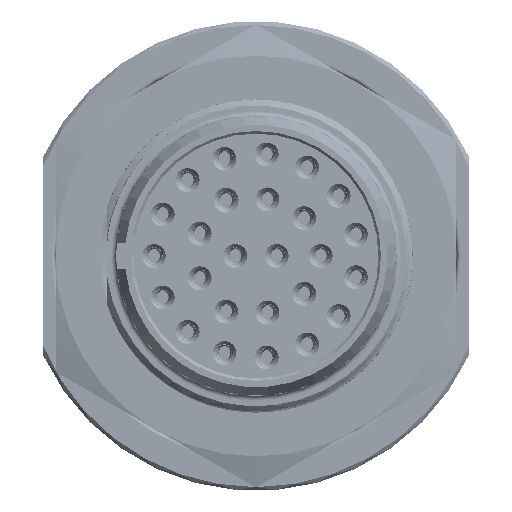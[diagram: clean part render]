
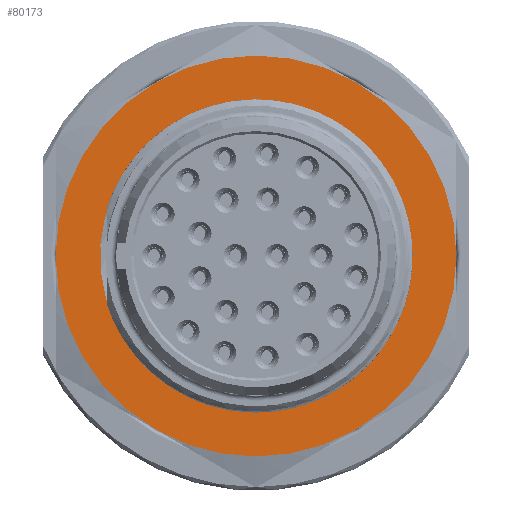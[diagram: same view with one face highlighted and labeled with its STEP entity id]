
A CAD part, left-side view. The second image highlights one B-rep face of the part: STEP entity #80173.
In plain terms, the highlighted planar face has unit normal (-1, 0, 0).
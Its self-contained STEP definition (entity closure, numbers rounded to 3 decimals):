
#3224=CARTESIAN_POINT('',(17.2,18.45,-18.75));
#3225=DIRECTION('',(1.,0.,0.));
#3226=DIRECTION('',(0.,-0.403,0.915));
#3227=AXIS2_PLACEMENT_3D('',#3224,#3225,#3226);
#3250=CARTESIAN_POINT('',(17.2,15.555,-6.59));
#3251=CARTESIAN_POINT('',(17.2,15.189,-6.686));
#3252=CARTESIAN_POINT('',(17.2,14.468,-6.909));
#3253=CARTESIAN_POINT('',(17.2,13.772,-7.197));
#3254=CARTESIAN_POINT('',(17.2,13.429,-7.357));
#3312=CARTESIAN_POINT('',(17.2,18.45,-18.75));
#3313=DIRECTION('',(1.,0.,0.));
#3314=DIRECTION('',(0.,-0.5,0.866));
#3315=AXIS2_PLACEMENT_3D('',#3312,#3313,#3314);
#3317=CARTESIAN_POINT('',(17.2,18.45,-18.75));
#3318=DIRECTION('',(1.,0.,0.));
#3319=DIRECTION('',(0.,-1.,0.));
#3320=AXIS2_PLACEMENT_3D('',#3317,#3318,#3319);
#3322=CARTESIAN_POINT('',(17.2,18.45,-18.75));
#3323=DIRECTION('',(-1.,0.,0.));
#3324=DIRECTION('',(0.,1.,0.));
#3325=AXIS2_PLACEMENT_3D('',#3322,#3323,#3324);
#3327=CARTESIAN_POINT('',(17.2,18.45,-18.75));
#3328=DIRECTION('',(-1.,0.,0.));
#3329=DIRECTION('',(0.,0.5,0.866));
#3330=AXIS2_PLACEMENT_3D('',#3327,#3328,#3329);
#3332=CARTESIAN_POINT('',(17.2,29.25,-12.515));
#3333=CARTESIAN_POINT('',(17.2,29.111,-12.267));
#3334=CARTESIAN_POINT('',(17.2,28.815,-11.781));
#3335=CARTESIAN_POINT('',(17.2,28.483,-11.315));
#3336=CARTESIAN_POINT('',(17.2,28.309,-11.087));
#3338=CARTESIAN_POINT('',(17.2,29.796,-13.624));
#3339=CARTESIAN_POINT('',(17.2,29.744,-13.503));
#3340=CARTESIAN_POINT('',(17.2,29.636,-13.26));
#3341=CARTESIAN_POINT('',(17.2,29.452,-12.886));
#3342=CARTESIAN_POINT('',(17.2,29.319,-12.639));
#3343=CARTESIAN_POINT('',(17.2,29.25,-12.515));
#3358=CARTESIAN_POINT('',(17.2,10.45,-4.894));
#3360=CARTESIAN_POINT('',(17.2,18.45,-18.75));
#3361=DIRECTION('',(-1.,0.,0.));
#3362=DIRECTION('',(0.,-0.5,0.866));
#3363=AXIS2_PLACEMENT_3D('',#3360,#3361,#3362);
#3571=CARTESIAN_POINT('',(17.2,26.45,-32.606));
#3573=CARTESIAN_POINT('',(17.2,18.45,-18.75));
#3574=DIRECTION('',(-1.,0.,0.));
#3575=DIRECTION('',(0.,0.5,-0.866));
#3576=AXIS2_PLACEMENT_3D('',#3573,#3574,#3575);
#3611=CARTESIAN_POINT('',(17.2,10.45,-32.606));
#3649=CARTESIAN_POINT('',(17.2,2.45,-18.75));
#4105=CARTESIAN_POINT('',(17.2,28.309,-11.087));
#4106=CARTESIAN_POINT('',(17.2,28.249,-11.007));
#4107=CARTESIAN_POINT('',(17.2,28.128,-10.848));
#4108=CARTESIAN_POINT('',(17.2,28.003,-10.691));
#4109=CARTESIAN_POINT('',(17.2,27.939,-10.614));
#4144=CARTESIAN_POINT('',(17.2,18.45,-18.75));
#4145=DIRECTION('',(1.,0.,0.));
#4146=DIRECTION('',(0.,0.759,0.651));
#4147=AXIS2_PLACEMENT_3D('',#4144,#4145,#4146);
#4995=CARTESIAN_POINT('',(17.2,34.45,-18.75));
#5033=CARTESIAN_POINT('',(17.2,26.45,-4.894));
#64608=VERTEX_POINT('',#3358);
#64611=VERTEX_POINT('',#3649);
#64614=VERTEX_POINT('',#3611);
#64626=VERTEX_POINT('',#3571);
#64629=VERTEX_POINT('',#4995);
#64632=VERTEX_POINT('',#5033);
#64634=VERTEX_POINT('',#3338);
#64635=VERTEX_POINT('',#3343);
#64642=CARTESIAN_POINT('',(17.2,27.939,-10.614));
#64643=CARTESIAN_POINT('',(17.2,15.555,-6.59));
#64644=VERTEX_POINT('',#64642);
#64645=VERTEX_POINT('',#64643);
#64650=VERTEX_POINT('',#4105);
#64652=VERTEX_POINT('',#3254);
#80142=CARTESIAN_POINT('',(17.2,18.45,-18.75));
#80143=DIRECTION('',(1.,0.,0.));
#80144=DIRECTION('',(0.,0.,-1.));
#80145=AXIS2_PLACEMENT_3D('',#80142,#80143,#80144);
#80146=PLANE('348',#80145);
#80148=ORIENTED_EDGE('5398',*,*,#80147,.F.);
#80150=ORIENTED_EDGE('5389',*,*,#80149,.T.);
#80152=ORIENTED_EDGE('5390',*,*,#80151,.T.);
#80154=ORIENTED_EDGE('5397',*,*,#80153,.F.);
#80156=ORIENTED_EDGE('5394',*,*,#80155,.F.);
#80158=ORIENTED_EDGE('5393',*,*,#80157,.F.);
#80159=EDGE_LOOP('348',(#80148,#80150,#80152,#80154,#80156,#80158));
#80160=FACE_OUTER_BOUND('348',#80159,.F.);
#80162=ORIENTED_EDGE('5440',*,*,#80161,.F.);
#80164=ORIENTED_EDGE('5465',*,*,#80163,.F.);
#80166=ORIENTED_EDGE('5516',*,*,#80165,.F.);
#80168=ORIENTED_EDGE('5424',*,*,#80167,.F.);
#80169=ORIENTED_EDGE('5532',*,*,#80036,.F.);
#80170=ORIENTED_EDGE('5469',*,*,#80129,.F.);
#80171=EDGE_LOOP('348',(#80162,#80164,#80166,#80168,#80169,#80170));
#80172=FACE_BOUND('348',#80171,.F.);
#3228=CIRCLE('5532',#3227,12.45);
#3255=B_SPLINE_CURVE_WITH_KNOTS('5469',3,(#3250,#3251,#3252,#3253,#3254),
.UNSPECIFIED.,.F.,.F.,(4,1,4),(0.,0.5,1.),.UNSPECIFIED.);
#3316=CIRCLE('5389',#3315,16.);
#3321=CIRCLE('5390',#3320,16.);
#3326=CIRCLE('5394',#3325,16.);
#3331=CIRCLE('5393',#3330,16.);
#3337=B_SPLINE_CURVE_WITH_KNOTS('5516',3,(#3332,#3333,#3334,#3335,#3336),
.UNSPECIFIED.,.F.,.F.,(4,1,4),(0.,0.5,1.),.UNSPECIFIED.);
#3344=B_SPLINE_CURVE_WITH_KNOTS('5424',3,(#3338,#3339,#3340,#3341,#3342,#3343),
.UNSPECIFIED.,.F.,.F.,(4,1,1,4),(0.,0.333,0.667,1.),
.UNSPECIFIED.);
#3364=CIRCLE('5398',#3363,16.);
#3577=CIRCLE('5397',#3576,16.);
#4110=B_SPLINE_CURVE_WITH_KNOTS('5465',3,(#4105,#4106,#4107,#4108,#4109),
.UNSPECIFIED.,.F.,.F.,(4,1,4),(0.,0.5,1.),.UNSPECIFIED.);
#4148=CIRCLE('5440',#4147,12.5);
#80036=EDGE_CURVE('5532',#64652,#64634,#3228,.T.);
#80129=EDGE_CURVE('5469',#64645,#64652,#3255,.T.);
#80147=EDGE_CURVE('5398',#64608,#64632,#3364,.T.);
#80149=EDGE_CURVE('5389',#64608,#64611,#3316,.T.);
#80151=EDGE_CURVE('5390',#64611,#64614,#3321,.T.);
#80153=EDGE_CURVE('5397',#64626,#64614,#3577,.T.);
#80155=EDGE_CURVE('5394',#64629,#64626,#3326,.T.);
#80157=EDGE_CURVE('5393',#64632,#64629,#3331,.T.);
#80161=EDGE_CURVE('5440',#64644,#64645,#4148,.T.);
#80163=EDGE_CURVE('5465',#64650,#64644,#4110,.T.);
#80165=EDGE_CURVE('5516',#64635,#64650,#3337,.T.);
#80167=EDGE_CURVE('5424',#64634,#64635,#3344,.T.);
#80173=ADVANCED_FACE('348',(#80160,#80172),#80146,.F.);
